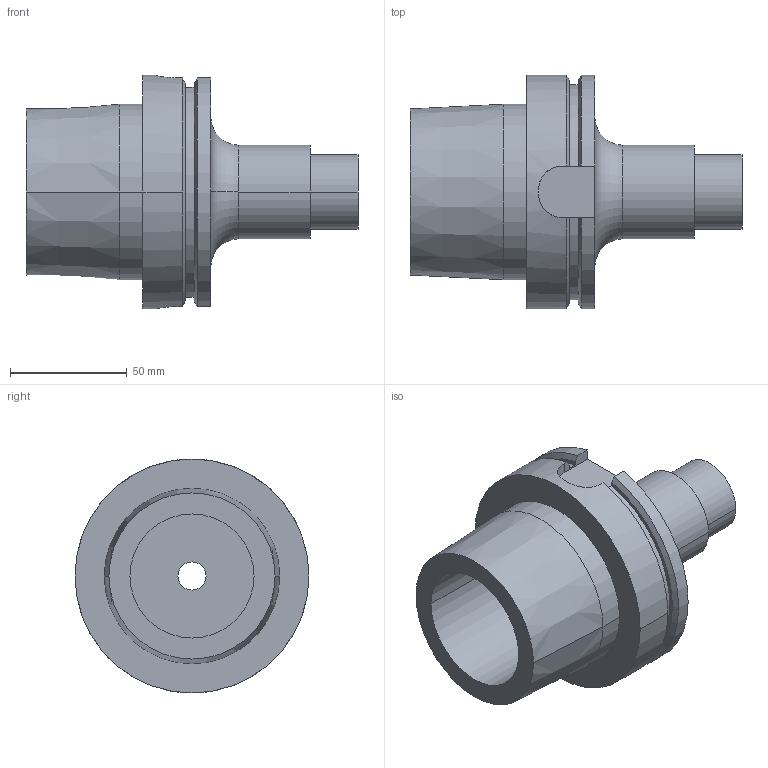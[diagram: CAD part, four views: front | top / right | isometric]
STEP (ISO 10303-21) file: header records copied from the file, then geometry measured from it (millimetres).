
FILE_DESCRIPTION((''),'2;1');
FILE_NAME('8472211800','2021-06-02T13:14:32',('thiemer'),(''),'CREO PARAMETRIC BY PTC INC, 2020053','CREO PARAMETRIC BY PTC INC, 2020053','');
FILE_SCHEMA(('AP242_MANAGED_MODEL_BASED_3D_ENGINEERING_MIM_LF { 1 0 10303 442 1 1 4 }'));
Length unit declared in the file: millimetre
Products named in the file (1): 8472211800
Bounding box: 141.9 x 100 x 100 mm (x, y, z)
Volume: 369386.6 mm3; surface area: 57455.2 mm2
Topology: 1 solids, 1 shells, 61 faces, 173 edges, 121 vertices
Faces by surface type: cylinder 26, plane 23, cone 10, torus 2
Entity records: 2980 total; most frequent: CARTESIAN_POINT 467, DIRECTION 390, ORIENTED_EDGE 306, PRESENTATION_STYLE_ASSIGNMENT 184, STYLED_ITEM 184, CURVE_STYLE 183, EDGE_CURVE 153, AXIS2_PLACEMENT_3D 147
